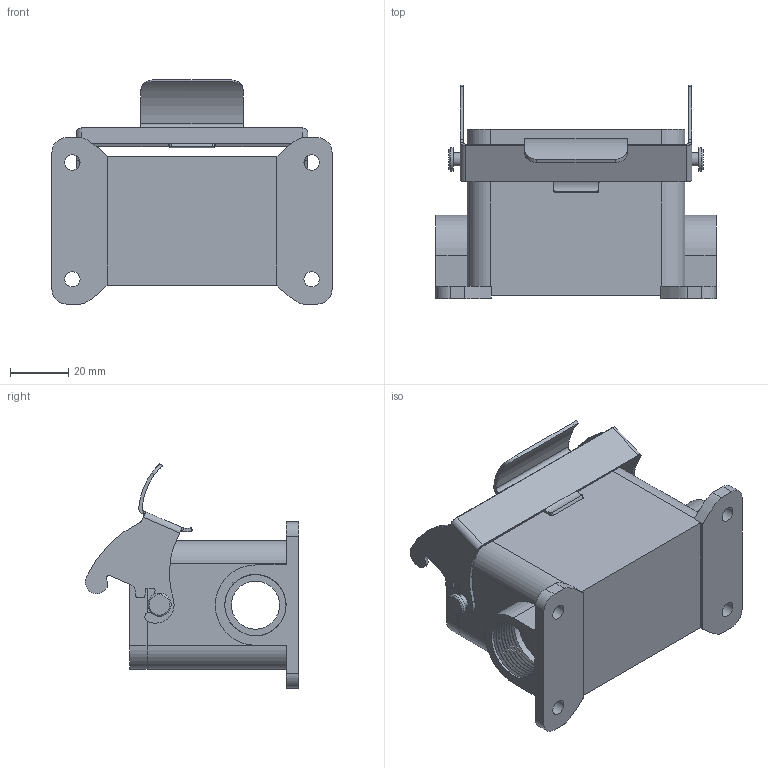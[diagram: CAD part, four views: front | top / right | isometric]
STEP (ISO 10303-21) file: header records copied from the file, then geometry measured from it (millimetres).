
FILE_DESCRIPTION (( 'STEP AP214' ), '1' );
FILE_NAME ('ZP-MC10B-2-SSM16M.STEP', '2011-11-21T14:33:22', ( '.adc' ), ( '' ), 'SwSTEP 2.0', 'SolidWorks 2011', '' );
FILE_SCHEMA (( 'AUTOMOTIVE_DESIGN' ));
Length unit declared in the file: millimetre
Products named in the file (1): ZP-MC10B-2-SSM16M
Bounding box: 96 x 73.18 x 76.77 mm (x, y, z)
Volume: 70722.4 mm3; surface area: 45903.3 mm2
Topology: 3 solids, 3 shells, 229 faces, 626 edges, 414 vertices
Faces by surface type: cylinder 120, plane 97, bspline 8, cone 4
Full cylindrical faces by diameter (mm): 3 x4, 4.519 x2, 5.25 x4, 8 x2, 16.5 x2, 21 x16
Entity records: 10073 total; most frequent: CARTESIAN_POINT 3292, DIRECTION 1118, ORIENTED_EDGE 1108, EDGE_CURVE 554, AXIS2_PLACEMENT_3D 398, VERTEX_POINT 378, LINE 322, VECTOR 322
